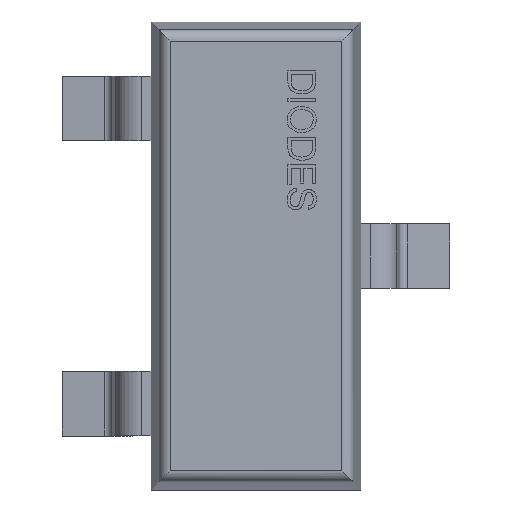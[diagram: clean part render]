
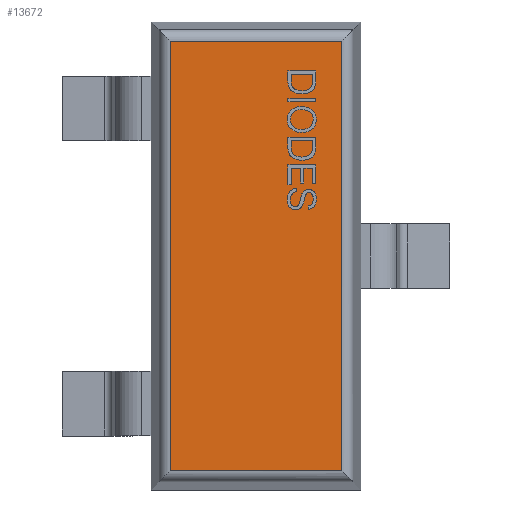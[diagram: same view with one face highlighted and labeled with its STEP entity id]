
A CAD part, top view. The second image highlights one B-rep face of the part: STEP entity #13672.
In plain terms, the highlighted planar face has unit normal (0, 0, 1).
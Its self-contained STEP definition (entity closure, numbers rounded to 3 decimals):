
#13269 = CYLINDRICAL_SURFACE('',#13270,0.07);
#13270 = AXIS2_PLACEMENT_3D('',#13271,#13272,#13273);
#13271 = CARTESIAN_POINT('',(-0.595,1.331,1.03));
#13272 = DIRECTION('',(1.,0.,0.));
#13273 = DIRECTION('',(0.,0.995,0.1));
#13411 = CYLINDRICAL_SURFACE('',#13412,0.07);
#13412 = AXIS2_PLACEMENT_3D('',#13413,#13414,#13415);
#13413 = CARTESIAN_POINT('',(-0.531,-1.395,1.03));
#13414 = DIRECTION('',(0.,1.,0.));
#13415 = DIRECTION('',(-0.995,0.,0.1));
#13427 = VERTEX_POINT('',#13428);
#13428 = CARTESIAN_POINT('',(-0.531,1.331,1.1));
#13462 = EDGE_CURVE('',#13427,#13463,#13465,.T.);
#13463 = VERTEX_POINT('',#13464);
#13464 = CARTESIAN_POINT('',(0.531,1.331,1.1));
#13465 = SURFACE_CURVE('',#13466,(#13470,#13477),.PCURVE_S1.);
#13466 = LINE('',#13467,#13468);
#13467 = CARTESIAN_POINT('',(-0.595,1.331,1.1));
#13468 = VECTOR('',#13469,1.);
#13469 = DIRECTION('',(1.,0.,0.));
#13470 = PCURVE('',#13269,#13471);
#13471 = DEFINITIONAL_REPRESENTATION('',(#13472),#13476);
#13472 = LINE('',#13473,#13474);
#13473 = CARTESIAN_POINT('',(1.471,0.));
#13474 = VECTOR('',#13475,1.);
#13475 = DIRECTION('',(0.,1.));
#13476 = ( GEOMETRIC_REPRESENTATION_CONTEXT(2) 
PARAMETRIC_REPRESENTATION_CONTEXT() REPRESENTATION_CONTEXT('2D SPACE',''
  ) );
#13477 = PCURVE('',#13478,#13483);
#13478 = PLANE('',#13479);
#13479 = AXIS2_PLACEMENT_3D('',#13480,#13481,#13482);
#13480 = CARTESIAN_POINT('',(-0.65,1.45,1.1));
#13481 = DIRECTION('',(0.,0.,1.));
#13482 = DIRECTION('',(1.,0.,0.));
#13483 = DEFINITIONAL_REPRESENTATION('',(#13484),#13488);
#13484 = LINE('',#13485,#13486);
#13485 = CARTESIAN_POINT('',(0.056,-0.119));
#13486 = VECTOR('',#13487,1.);
#13487 = DIRECTION('',(1.,0.));
#13488 = ( GEOMETRIC_REPRESENTATION_CONTEXT(2) 
PARAMETRIC_REPRESENTATION_CONTEXT() REPRESENTATION_CONTEXT('2D SPACE',''
  ) );
#13511 = CYLINDRICAL_SURFACE('',#13512,0.07);
#13512 = AXIS2_PLACEMENT_3D('',#13513,#13514,#13515);
#13513 = CARTESIAN_POINT('',(0.531,1.395,1.03));
#13514 = DIRECTION('',(0.,-1.,0.));
#13515 = DIRECTION('',(0.,0.,1.));
#13599 = CYLINDRICAL_SURFACE('',#13600,0.07);
#13600 = AXIS2_PLACEMENT_3D('',#13601,#13602,#13603);
#13601 = CARTESIAN_POINT('',(0.595,-1.331,1.03));
#13602 = DIRECTION('',(-1.,0.,0.));
#13603 = DIRECTION('',(0.,0.,1.));
#13615 = VERTEX_POINT('',#13616);
#13616 = CARTESIAN_POINT('',(-0.531,-1.331,1.1));
#13650 = EDGE_CURVE('',#13615,#13427,#13651,.T.);
#13651 = SURFACE_CURVE('',#13652,(#13656,#13663),.PCURVE_S1.);
#13652 = LINE('',#13653,#13654);
#13653 = CARTESIAN_POINT('',(-0.531,-1.395,1.1));
#13654 = VECTOR('',#13655,1.);
#13655 = DIRECTION('',(0.,1.,0.));
#13656 = PCURVE('',#13411,#13657);
#13657 = DEFINITIONAL_REPRESENTATION('',(#13658),#13662);
#13658 = LINE('',#13659,#13660);
#13659 = CARTESIAN_POINT('',(1.471,0.));
#13660 = VECTOR('',#13661,1.);
#13661 = DIRECTION('',(0.,1.));
#13662 = ( GEOMETRIC_REPRESENTATION_CONTEXT(2) 
PARAMETRIC_REPRESENTATION_CONTEXT() REPRESENTATION_CONTEXT('2D SPACE',''
  ) );
#13663 = PCURVE('',#13478,#13664);
#13664 = DEFINITIONAL_REPRESENTATION('',(#13665),#13669);
#13665 = LINE('',#13666,#13667);
#13666 = CARTESIAN_POINT('',(0.119,-2.845));
#13667 = VECTOR('',#13668,1.);
#13668 = DIRECTION('',(0.,1.));
#13669 = ( GEOMETRIC_REPRESENTATION_CONTEXT(2) 
PARAMETRIC_REPRESENTATION_CONTEXT() REPRESENTATION_CONTEXT('2D SPACE',''
  ) );
#13672 = ADVANCED_FACE('',(#13673),#13478,.T.);
#13673 = FACE_BOUND('',#13674,.T.);
#13674 = EDGE_LOOP('',(#13675,#13676,#13677,#13700));
#13675 = ORIENTED_EDGE('',*,*,#13462,.F.);
#13676 = ORIENTED_EDGE('',*,*,#13650,.F.);
#13677 = ORIENTED_EDGE('',*,*,#13678,.F.);
#13678 = EDGE_CURVE('',#13679,#13615,#13681,.T.);
#13679 = VERTEX_POINT('',#13680);
#13680 = CARTESIAN_POINT('',(0.531,-1.331,1.1));
#13681 = SURFACE_CURVE('',#13682,(#13686,#13693),.PCURVE_S1.);
#13682 = LINE('',#13683,#13684);
#13683 = CARTESIAN_POINT('',(0.595,-1.331,1.1));
#13684 = VECTOR('',#13685,1.);
#13685 = DIRECTION('',(-1.,0.,0.));
#13686 = PCURVE('',#13478,#13687);
#13687 = DEFINITIONAL_REPRESENTATION('',(#13688),#13692);
#13688 = LINE('',#13689,#13690);
#13689 = CARTESIAN_POINT('',(1.245,-2.781));
#13690 = VECTOR('',#13691,1.);
#13691 = DIRECTION('',(-1.,0.));
#13692 = ( GEOMETRIC_REPRESENTATION_CONTEXT(2) 
PARAMETRIC_REPRESENTATION_CONTEXT() REPRESENTATION_CONTEXT('2D SPACE',''
  ) );
#13693 = PCURVE('',#13599,#13694);
#13694 = DEFINITIONAL_REPRESENTATION('',(#13695),#13699);
#13695 = LINE('',#13696,#13697);
#13696 = CARTESIAN_POINT('',(0.,0.));
#13697 = VECTOR('',#13698,1.);
#13698 = DIRECTION('',(0.,1.));
#13699 = ( GEOMETRIC_REPRESENTATION_CONTEXT(2) 
PARAMETRIC_REPRESENTATION_CONTEXT() REPRESENTATION_CONTEXT('2D SPACE',''
  ) );
#13700 = ORIENTED_EDGE('',*,*,#13701,.F.);
#13701 = EDGE_CURVE('',#13463,#13679,#13702,.T.);
#13702 = SURFACE_CURVE('',#13703,(#13707,#13714),.PCURVE_S1.);
#13703 = LINE('',#13704,#13705);
#13704 = CARTESIAN_POINT('',(0.531,1.395,1.1));
#13705 = VECTOR('',#13706,1.);
#13706 = DIRECTION('',(0.,-1.,0.));
#13707 = PCURVE('',#13478,#13708);
#13708 = DEFINITIONAL_REPRESENTATION('',(#13709),#13713);
#13709 = LINE('',#13710,#13711);
#13710 = CARTESIAN_POINT('',(1.181,-0.056));
#13711 = VECTOR('',#13712,1.);
#13712 = DIRECTION('',(0.,-1.));
#13713 = ( GEOMETRIC_REPRESENTATION_CONTEXT(2) 
PARAMETRIC_REPRESENTATION_CONTEXT() REPRESENTATION_CONTEXT('2D SPACE',''
  ) );
#13714 = PCURVE('',#13511,#13715);
#13715 = DEFINITIONAL_REPRESENTATION('',(#13716),#13720);
#13716 = LINE('',#13717,#13718);
#13717 = CARTESIAN_POINT('',(0.,0.));
#13718 = VECTOR('',#13719,1.);
#13719 = DIRECTION('',(0.,1.));
#13720 = ( GEOMETRIC_REPRESENTATION_CONTEXT(2) 
PARAMETRIC_REPRESENTATION_CONTEXT() REPRESENTATION_CONTEXT('2D SPACE',''
  ) );
